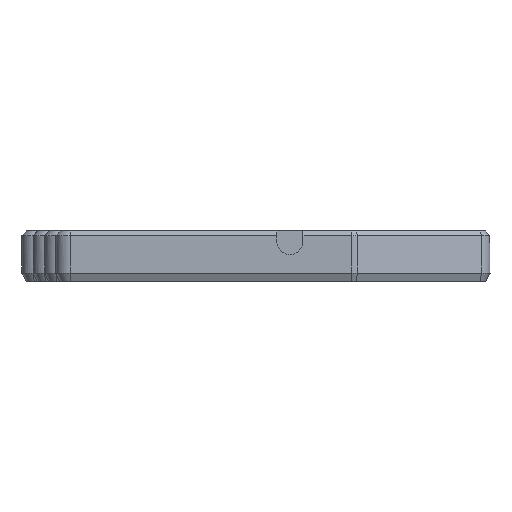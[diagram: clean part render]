
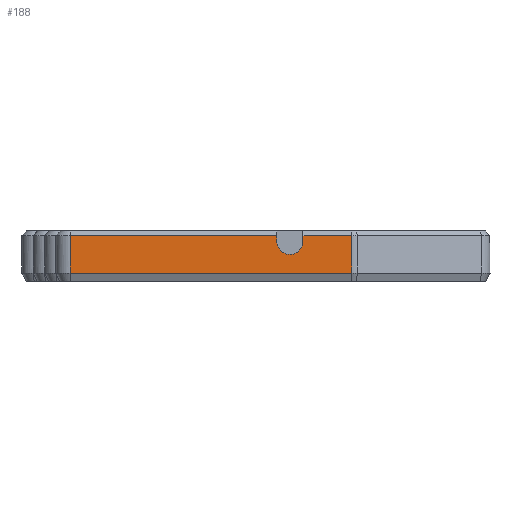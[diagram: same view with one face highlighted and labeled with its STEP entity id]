
A CAD part, left-side view. The second image highlights one B-rep face of the part: STEP entity #188.
In plain terms, the highlighted planar face has unit normal (-1, 0, 0).
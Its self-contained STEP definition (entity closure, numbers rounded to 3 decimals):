
#188=ADVANCED_FACE('',(#347),#2502,.T.);
#347=FACE_OUTER_BOUND('',#514,.T.);
#514=EDGE_LOOP('',(#1181,#1182,#1183,#1184,#1185,#1186,#1187,#1188));
#1181=ORIENTED_EDGE('',*,*,#1481,.T.);
#1182=ORIENTED_EDGE('',*,*,#1491,.F.);
#1183=ORIENTED_EDGE('',*,*,#1561,.F.);
#1184=ORIENTED_EDGE('',*,*,#1622,.T.);
#1185=ORIENTED_EDGE('',*,*,#1671,.T.);
#1186=ORIENTED_EDGE('',*,*,#1650,.F.);
#1187=ORIENTED_EDGE('',*,*,#1705,.F.);
#1188=ORIENTED_EDGE('',*,*,#1486,.F.);
#1481=EDGE_CURVE('',#2249,#2250,#1960,.T.);
#1486=EDGE_CURVE('',#2249,#2253,#1965,.T.);
#1491=EDGE_CURVE('',#2256,#2250,#1970,.T.);
#1561=EDGE_CURVE('',#2286,#2256,#2016,.T.);
#1622=EDGE_CURVE('',#2286,#2324,#1816,.T.);
#1650=EDGE_CURVE('',#2310,#2338,#2072,.T.);
#1671=EDGE_CURVE('',#2324,#2338,#2082,.T.);
#1705=EDGE_CURVE('',#2253,#2310,#2101,.T.);
#1816=(
BOUNDED_CURVE()
B_SPLINE_CURVE(1,(#4237,#4238),.UNSPECIFIED.,.F.,.F.)
B_SPLINE_CURVE_WITH_KNOTS((2,2),(1.,8.9),.UNSPECIFIED.)
CURVE()
GEOMETRIC_REPRESENTATION_ITEM()
RATIONAL_B_SPLINE_CURVE((1.,1.))
REPRESENTATION_ITEM('')
);
#1960=B_SPLINE_CURVE_WITH_KNOTS('',3,(#3847,#3848,#3849,#3850,#3851,#3852,
#3853,#3854,#3855,#3856,#3857,#3858,#3859,#3860,#3861,#3862,#3863,#3864,
#3865,#3866,#3867,#3868,#3869),.UNSPECIFIED.,.F.,.F.,(4,2,2,2,2,3,2,2,2,
2,4),(0.,1.086,2.172,3.259,3.8,
4.342,4.895,5.426,6.512,7.598,
8.685),.UNSPECIFIED.);
#1965=B_SPLINE_CURVE_WITH_KNOTS('',1,(#3878,#3879),.UNSPECIFIED.,.F.,.F.,
(2,2),(0.,0.98),.UNSPECIFIED.);
#1970=B_SPLINE_CURVE_WITH_KNOTS('',1,(#3888,#3889),.UNSPECIFIED.,.F.,.F.,
(2,2),(-0.98,0.),.UNSPECIFIED.);
#2016=B_SPLINE_CURVE_WITH_KNOTS('',1,(#4055,#4056),.UNSPECIFIED.,.F.,.F.,
(2,2),(0.,43.567),.UNSPECIFIED.);
#2072=B_SPLINE_CURVE_WITH_KNOTS('',1,(#4299,#4300),.UNSPECIFIED.,.F.,.F.,
(2,2),(1.,8.9),.UNSPECIFIED.);
#2082=B_SPLINE_CURVE_WITH_KNOTS('',1,(#4346,#4347),.UNSPECIFIED.,.F.,.F.,
(2,2),(-229.327,-169.085),.UNSPECIFIED.);
#2101=B_SPLINE_CURVE_WITH_KNOTS('',1,(#4438,#4439),.UNSPECIFIED.,.F.,.F.,
(2,2),(49.067,59.346),.UNSPECIFIED.);
#2249=VERTEX_POINT('',#3236);
#2250=VERTEX_POINT('',#3237);
#2253=VERTEX_POINT('',#3240);
#2256=VERTEX_POINT('',#3243);
#2286=VERTEX_POINT('',#3273);
#2310=VERTEX_POINT('',#3297);
#2324=VERTEX_POINT('',#3311);
#2338=VERTEX_POINT('',#3325);
#2502=PLANE('',#2659);
#2659=AXIS2_PLACEMENT_3D('',#3081,#2799,$);
#2799=DIRECTION('',(-1.,0.,0.));
#3081=CARTESIAN_POINT('',(-316.584,506.754,12.18));
#3236=CARTESIAN_POINT('',(-316.584,457.687,9.95));
#3237=CARTESIAN_POINT('',(-316.584,463.187,9.95));
#3240=CARTESIAN_POINT('',(-316.584,457.687,11.18));
#3243=CARTESIAN_POINT('',(-316.584,463.187,11.18));
#3273=CARTESIAN_POINT('',(-316.584,506.754,11.18));
#3297=CARTESIAN_POINT('',(-316.584,447.408,11.18));
#3311=CARTESIAN_POINT('',(-316.584,506.754,3.28));
#3325=CARTESIAN_POINT('',(-316.584,447.408,3.28));
#3847=CARTESIAN_POINT('',(-316.584,457.687,9.95));
#3848=CARTESIAN_POINT('',(-316.584,457.687,9.589));
#3849=CARTESIAN_POINT('',(-316.584,457.758,9.231));
#3850=CARTESIAN_POINT('',(-316.584,458.034,8.564));
#3851=CARTESIAN_POINT('',(-316.584,458.237,8.261));
#3852=CARTESIAN_POINT('',(-316.584,458.747,7.75));
#3853=CARTESIAN_POINT('',(-316.584,459.051,7.548));
#3854=CARTESIAN_POINT('',(-316.584,459.551,7.34));
#3855=CARTESIAN_POINT('',(-316.584,459.724,7.288));
#3856=CARTESIAN_POINT('',(-316.584,460.077,7.218));
#3857=CARTESIAN_POINT('',(-316.584,460.257,7.2));
#3858=CARTESIAN_POINT('',(-316.584,460.437,7.2));
#3859=CARTESIAN_POINT('',(-316.584,460.62,7.2));
#3860=CARTESIAN_POINT('',(-316.584,460.803,7.218));
#3861=CARTESIAN_POINT('',(-316.584,461.157,7.29));
#3862=CARTESIAN_POINT('',(-316.584,461.326,7.342));
#3863=CARTESIAN_POINT('',(-316.584,461.823,7.548));
#3864=CARTESIAN_POINT('',(-316.584,462.126,7.75));
#3865=CARTESIAN_POINT('',(-316.584,462.637,8.261));
#3866=CARTESIAN_POINT('',(-316.584,462.839,8.564));
#3867=CARTESIAN_POINT('',(-316.584,463.116,9.231));
#3868=CARTESIAN_POINT('',(-316.584,463.187,9.589));
#3869=CARTESIAN_POINT('',(-316.584,463.187,9.95));
#3878=CARTESIAN_POINT('',(-316.584,457.687,9.95));
#3879=CARTESIAN_POINT('',(-316.584,457.687,11.18));
#3888=CARTESIAN_POINT('',(-316.584,463.187,11.18));
#3889=CARTESIAN_POINT('',(-316.584,463.187,9.95));
#4055=CARTESIAN_POINT('',(-316.584,506.754,11.18));
#4056=CARTESIAN_POINT('',(-316.584,463.187,11.18));
#4237=CARTESIAN_POINT('',(-316.584,506.754,11.18));
#4238=CARTESIAN_POINT('',(-316.584,506.754,3.28));
#4299=CARTESIAN_POINT('',(-316.584,447.408,11.18));
#4300=CARTESIAN_POINT('',(-316.584,447.408,3.28));
#4346=CARTESIAN_POINT('',(-316.584,506.754,3.28));
#4347=CARTESIAN_POINT('',(-316.584,447.408,3.28));
#4438=CARTESIAN_POINT('',(-316.584,457.687,11.18));
#4439=CARTESIAN_POINT('',(-316.584,447.408,11.18));
